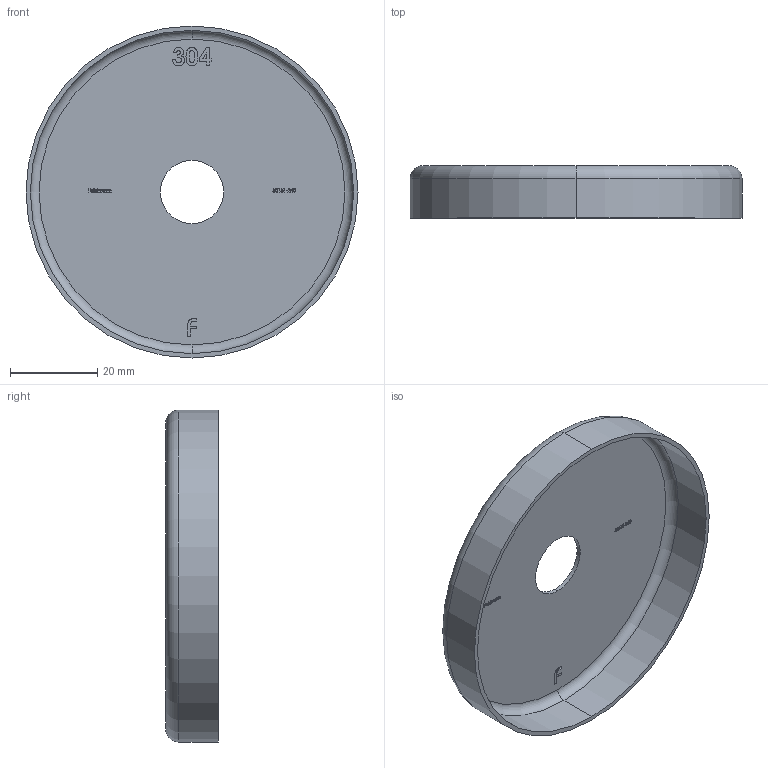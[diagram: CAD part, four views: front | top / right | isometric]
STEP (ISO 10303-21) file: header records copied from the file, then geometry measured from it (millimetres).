
FILE_DESCRIPTION (( 'STEP AP203' ), '1' );
FILE_NAME ('50151-240.step', '2020-11-05T12:45:20', ( '' ), ( '' ), 'SwSTEP 2.0', 'SolidWorks 2018', '' );
FILE_SCHEMA (( 'CONFIG_CONTROL_DESIGN' ));
Length unit declared in the file: millimetre
Products named in the file (2): 50151-240
Bounding box: 76 x 12 x 76 mm (x, y, z)
Volume: 6704.9 mm3; surface area: 13710 mm2
Topology: 1 solids, 1 shells, 283 faces, 749 edges, 498 vertices
Faces by surface type: plane 160, bspline 113, cylinder 6, torus 4
Entity records: 15248 total; most frequent: CARTESIAN_POINT 8821, ORIENTED_EDGE 1498, DIRECTION 887, EDGE_CURVE 749, VECTOR 503, LINE 503, VERTEX_POINT 498, EDGE_LOOP 315
